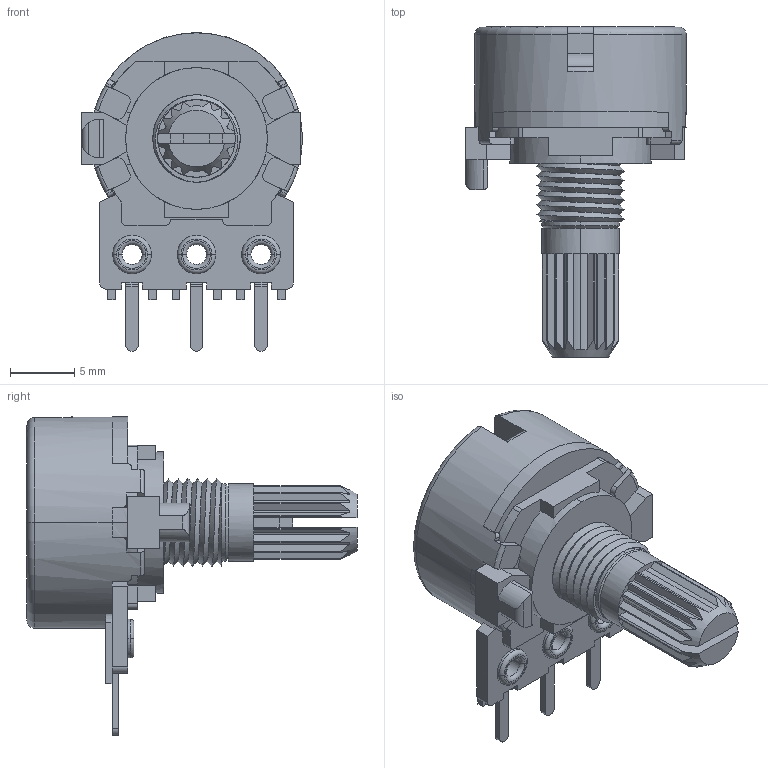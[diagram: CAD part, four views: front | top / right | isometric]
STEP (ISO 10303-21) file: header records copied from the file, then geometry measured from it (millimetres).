
FILE_DESCRIPTION (( 'STEP AP214' ), '1' );
FILE_NAME ('RK1631110-K15-P.STEP', '2012-02-21T02:02:48', ( '' ), ( '' ), 'SwSTEP 2.0', 'SolidWorks 2010', '' );
FILE_SCHEMA (( 'AUTOMOTIVE_DESIGN' ));
Length unit declared in the file: millimetre
Products named in the file (1): RK1631110-K15-P
Bounding box: 17.1 x 25.6 x 24.7 mm (x, y, z)
Volume: 2517 mm3; surface area: 1756.4 mm2
Topology: 1 solids, 1 shells, 400 faces, 1153 edges, 751 vertices
Faces by surface type: plane 244, cylinder 119, torus 26, cone 9, bspline 2
Entity records: 18435 total; most frequent: CARTESIAN_POINT 3420, ORIENTED_EDGE 2306, DIRECTION 2201, EDGE_CURVE 1153, AXIS2_PLACEMENT_3D 754, VERTEX_POINT 751, LINE 693, VECTOR 693
